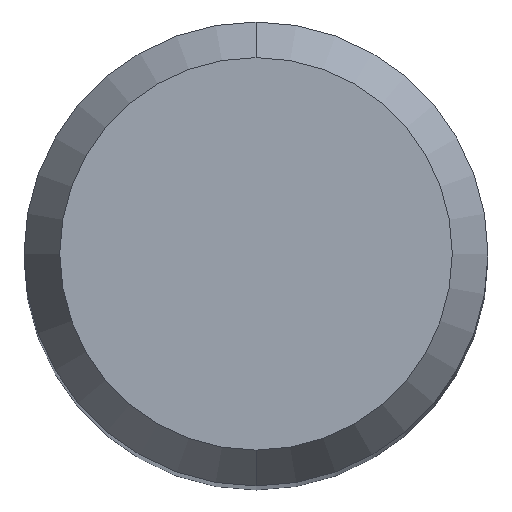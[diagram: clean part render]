
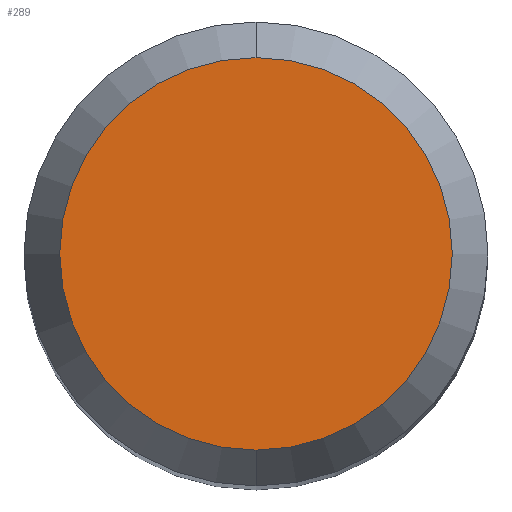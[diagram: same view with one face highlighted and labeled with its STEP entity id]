
A CAD part, top view. The second image highlights one B-rep face of the part: STEP entity #289.
In plain terms, the highlighted planar face has unit normal (0, 0, 1).
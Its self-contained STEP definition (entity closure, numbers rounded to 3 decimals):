
#229=EDGE_CURVE('',#321,#381,#512,.T.);
#289=ADVANCED_FACE('',(#578),#579,.T.);
#317=EDGE_CURVE('',#381,#321,#609,.T.);
#321=VERTEX_POINT('',#613);
#381=VERTEX_POINT('',#680);
#512=CIRCLE('',#865,2.538);
#578=FACE_OUTER_BOUND('',#994,.T.);
#579=PLANE('',#995);
#609=CIRCLE('',#1105,2.538);
#613=CARTESIAN_POINT('',(0.0,2.538,29.723));
#680=CARTESIAN_POINT('',(0.,-2.538,29.723));
#865=AXIS2_PLACEMENT_3D('',#1435,#1436,#1437);
#994=EDGE_LOOP('',(#1503,#1504));
#995=AXIS2_PLACEMENT_3D('',#1505,#1506,#1507);
#1105=AXIS2_PLACEMENT_3D('',#1532,#1533,#1534);
#1435=CARTESIAN_POINT('',(0.0,0.0,29.723));
#1436=DIRECTION('',(0.0,0.0,-1.0));
#1437=DIRECTION('',(0.0,1.0,0.0));
#1503=ORIENTED_EDGE('',*,*,#229,.F.);
#1504=ORIENTED_EDGE('',*,*,#317,.F.);
#1505=CARTESIAN_POINT('',(0.0,1.269,29.723));
#1506=DIRECTION('',(-0.0,0.0,1.0));
#1507=DIRECTION('',(0.0,-1.0,0.0));
#1532=CARTESIAN_POINT('',(0.0,0.0,29.723));
#1533=DIRECTION('',(0.0,0.0,-1.0));
#1534=DIRECTION('',(0.0,1.0,0.0));
